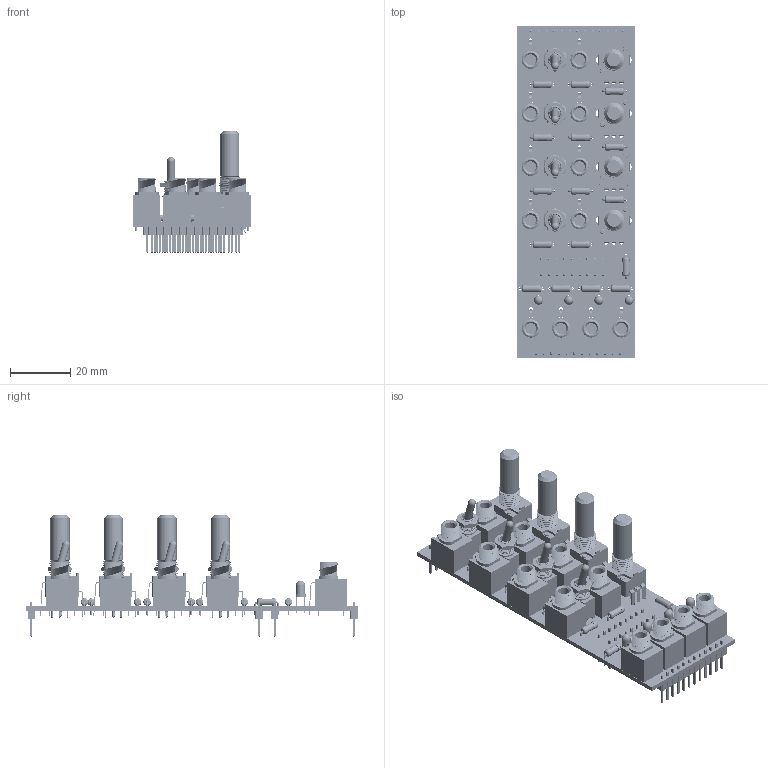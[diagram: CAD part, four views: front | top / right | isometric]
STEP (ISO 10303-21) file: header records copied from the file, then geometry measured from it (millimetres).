
FILE_DESCRIPTION(('KiCad electronic assembly'),'2;1');
FILE_NAME('control-board.step','2025-11-04T17:08:44',('Pcbnew'),('Kicad' ),'Open CASCADE STEP processor 7.6','KiCad to STEP converter', 'Unknown');
FILE_SCHEMA(('AUTOMOTIVE_DESIGN { 1 0 10303 214 1 1 1 1 }'));
Length unit declared in the file: millimetre
Products named in the file (13): control-board 1; Subminiture-SPDT; R_Axial_DIN0207_L6.3mm_D2.5mm_P7.62mm_Horizontal; Thonkicon; 1; 2; 3; LED_D3.0mm; Alpha-Pot; PinHeader_1x09_P2.54mm_Vertical; PinHeader_1x13_P2.54mm_Vertical; PinHeader_1x12_P2.54mm_Vertical; control-board_PCB
Assembly tree (48 placements, depth 3):
  control-board 1
    Subminiture-SPDT  x4
    R_Axial_DIN0207_L6.3mm_D2.5mm_P7.62mm_Horizontal  x16
    Thonkicon  x12
      1
      2
      3
    LED_D3.0mm  x4
    Alpha-Pot  x4
    PinHeader_1x09_P2.54mm_Vertical  x2
    PinHeader_1x13_P2.54mm_Vertical
    PinHeader_1x12_P2.54mm_Vertical
    control-board_PCB
Bounding box: 39.09 x 110 x 40.22 mm (x, y, z)
Volume: 20105.1 mm3; surface area: 37091.2 mm2
Topology: 117 solids, 117 shells, 4605 faces, 11215 edges, 7070 vertices
Faces by surface type: plane 3214, cylinder 835, bspline 364, cone 92, torus 80, sphere 20
Full cylindrical faces by diameter (mm): 0.5 x12, 0.6 x32, 0.8 x32, 0.9 x8, 1 x43, 1.1 x12, 1.22 x12, 1.42 x12, 1.43 x12, 1.522 x12, 1.6 x16, 2.25 x16, 2.33 x8, 2.5 x36, 3 x4, 3.6 x12, 3.75 x16, 3.966 x12, 4.176 x16, 4.75 x4, 6 x4, 6.188 x24, 6.35 x4
Entity records: 57198 total; most frequent: CARTESIAN_POINT 17207, ORIENTED_EDGE 8250, DIRECTION 7635, EDGE_CURVE 4125, LINE 3251, VECTOR 3251, VERTEX_POINT 2596, AXIS2_PLACEMENT_3D 2192
